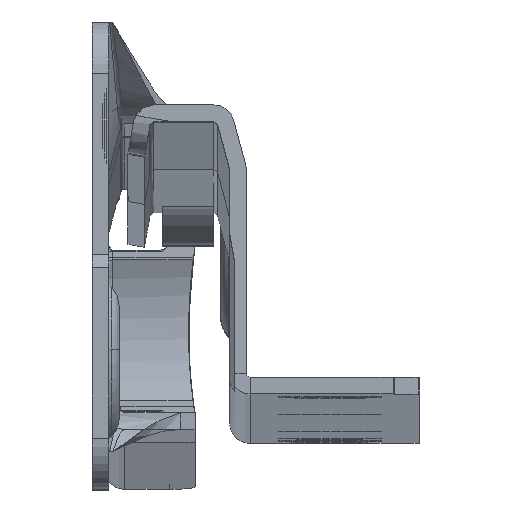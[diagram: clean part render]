
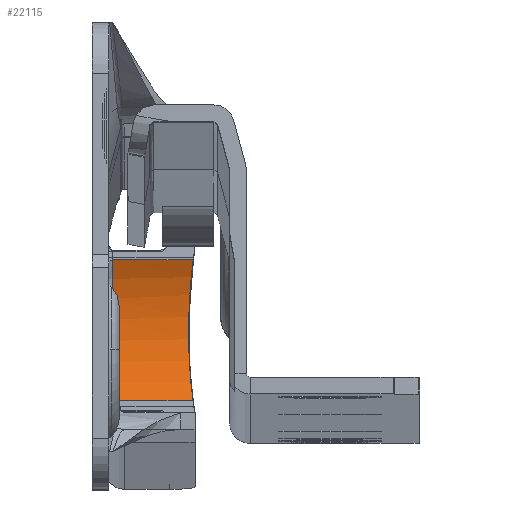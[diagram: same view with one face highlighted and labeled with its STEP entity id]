
A CAD part, top view. The second image highlights one B-rep face of the part: STEP entity #22115.
In plain terms, the highlighted cylindrical face has radius 11 mm (diameter 22 mm), a partial arc.
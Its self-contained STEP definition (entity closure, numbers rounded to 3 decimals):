
#1062 = VECTOR ( 'NONE', #26786, 1000. ) ;
#1941 = CARTESIAN_POINT ( 'NONE',  ( 6.265, -6.255, -648.189 ) ) ;
#2080 = CARTESIAN_POINT ( 'NONE',  ( 6.2, -3.422, -648.699 ) ) ;
#3218 = EDGE_CURVE ( 'NONE', #19970, #22963, #7295, .T. ) ;
#3334 = LINE ( 'NONE', #8265, #1062 ) ;
#3833 = CARTESIAN_POINT ( 'NONE',  ( 6.557, -9.239, -646.693 ) ) ;
#4255 = EDGE_CURVE ( 'NONE', #19970, #22627, #18129, .T. ) ;
#4394 = CARTESIAN_POINT ( 'NONE',  ( 6.2, -4.376, -648.612 ) ) ;
#5287 = CARTESIAN_POINT ( 'NONE',  ( 6.557, 1.716, -647.683 ) ) ;
#6228 = CARTESIAN_POINT ( 'NONE',  ( 6.453, 0.827, -648.06 ) ) ;
#6404 = EDGE_CURVE ( 'NONE', #18696, #11549, #19301, .T. ) ;
#6675 = CARTESIAN_POINT ( 'NONE',  ( 6.208, -4.849, -648.538 ) ) ;
#6986 = ORIENTED_EDGE ( 'NONE', *, *, #9849, .T. ) ;
#7295 = LINE ( 'NONE', #13840, #23778 ) ;
#8265 = CARTESIAN_POINT ( 'NONE',  ( 6.7, 1.716, -647.683 ) ) ;
#8550 = CARTESIAN_POINT ( 'NONE',  ( 6.365, -0.088, -648.345 ) ) ;
#8567 = ORIENTED_EDGE ( 'NONE', *, *, #3218, .F. ) ;
#9488 = CARTESIAN_POINT ( 'NONE',  ( 0.3, -2.904, -637.701 ) ) ;
#9849 = EDGE_CURVE ( 'NONE', #11549, #22963, #24677, .T. ) ;
#10822 = CARTESIAN_POINT ( 'NONE',  ( 6.24, -1.973, -648.672 ) ) ;
#10982 = AXIS2_PLACEMENT_3D ( 'NONE', #9488, #11171, #20541 ) ;
#11171 = DIRECTION ( 'NONE',  ( -1., 0., 0. ) ) ;
#11263 = CARTESIAN_POINT ( 'NONE',  ( 6.448, -8.451, -647.249 ) ) ;
#11549 = VERTEX_POINT ( 'NONE', #16325 ) ;
#12305 = ORIENTED_EDGE ( 'NONE', *, *, #6404, .T. ) ;
#13099 = CARTESIAN_POINT ( 'NONE',  ( 6.557, -9.239, -646.693 ) ) ;
#13117 = ORIENTED_EDGE ( 'NONE', *, *, #14777, .T. ) ;
#13589 = FACE_OUTER_BOUND ( 'NONE', #16841, .T. ) ;
#13744 = DIRECTION ( 'NONE',  ( 0., 0., 1. ) ) ;
#13840 = CARTESIAN_POINT ( 'NONE',  ( 6.7, -9.239, -646.693 ) ) ;
#13961 = ORIENTED_EDGE ( 'NONE', *, *, #4255, .T. ) ;
#14221 = AXIS2_PLACEMENT_3D ( 'NONE', #18373, #27568, #13744 ) ;
#14777 = EDGE_CURVE ( 'NONE', #22627, #18696, #3334, .T. ) ;
#16182 = CARTESIAN_POINT ( 'NONE',  ( 6.503, 1.278, -647.886 ) ) ;
#16222 = CYLINDRICAL_SURFACE ( 'NONE', #14221, 11. ) ;
#16325 = CARTESIAN_POINT ( 'NONE',  ( 0.3, -2.904, -648.701 ) ) ;
#16841 = EDGE_LOOP ( 'NONE', ( #13117, #12305, #6986, #8567, #13961 ) ) ;
#17742 = CARTESIAN_POINT ( 'NONE',  ( 6.24, -5.787, -648.327 ) ) ;
#18129 = B_SPLINE_CURVE_WITH_KNOTS ( 'NONE', 3,
 ( #13099, #11263, #22931, #1941, #17742, #6675, #4394, #2080, #22481, #10822, #20185, #29528, #8550, #6228, #16182, #25525 ),
 .UNSPECIFIED., .F., .F.,
 ( 4, 2, 2, 2, 2, 2, 2, 4 ),
 ( 0., 0.003, 0.004, 0.006, 0.007, 0.009, 0.01, 0.011 ),
 .UNSPECIFIED. ) ;
#18373 = CARTESIAN_POINT ( 'NONE',  ( 6.7, -2.904, -637.701 ) ) ;
#18696 = VERTEX_POINT ( 'NONE', #24999 ) ;
#18930 = DIRECTION ( 'NONE',  ( -1., 0., 0. ) ) ;
#19301 = CIRCLE ( 'NONE', #20752, 11. ) ;
#19970 = VERTEX_POINT ( 'NONE', #3833 ) ;
#20185 = CARTESIAN_POINT ( 'NONE',  ( 6.265, -1.494, -648.62 ) ) ;
#20541 = DIRECTION ( 'NONE',  ( 0., 0., -1. ) ) ;
#20752 = AXIS2_PLACEMENT_3D ( 'NONE', #27113, #24977, #29433 ) ;
#22115 = ADVANCED_FACE ( 'NONE', ( #13589 ), #16222, .F. ) ;
#22481 = CARTESIAN_POINT ( 'NONE',  ( 6.208, -2.942, -648.711 ) ) ;
#22627 = VERTEX_POINT ( 'NONE', #5287 ) ;
#22931 = CARTESIAN_POINT ( 'NONE',  ( 6.359, -7.606, -647.691 ) ) ;
#22963 = VERTEX_POINT ( 'NONE', #28251 ) ;
#23778 = VECTOR ( 'NONE', #18930, 1000. ) ;
#24677 = CIRCLE ( 'NONE', #10982, 11. ) ;
#24977 = DIRECTION ( 'NONE',  ( -1., 0., 0. ) ) ;
#24999 = CARTESIAN_POINT ( 'NONE',  ( 0.3, 1.716, -647.683 ) ) ;
#25525 = CARTESIAN_POINT ( 'NONE',  ( 6.557, 1.716, -647.683 ) ) ;
#26786 = DIRECTION ( 'NONE',  ( -1., 0., 0. ) ) ;
#27113 = CARTESIAN_POINT ( 'NONE',  ( 0.3, -2.904, -637.701 ) ) ;
#27568 = DIRECTION ( 'NONE',  ( -1., 0., 0. ) ) ;
#28251 = CARTESIAN_POINT ( 'NONE',  ( 0.3, -9.239, -646.693 ) ) ;
#29433 = DIRECTION ( 'NONE',  ( 0., 0., -1. ) ) ;
#29528 = CARTESIAN_POINT ( 'NONE',  ( 6.327, -0.552, -648.457 ) ) ;
